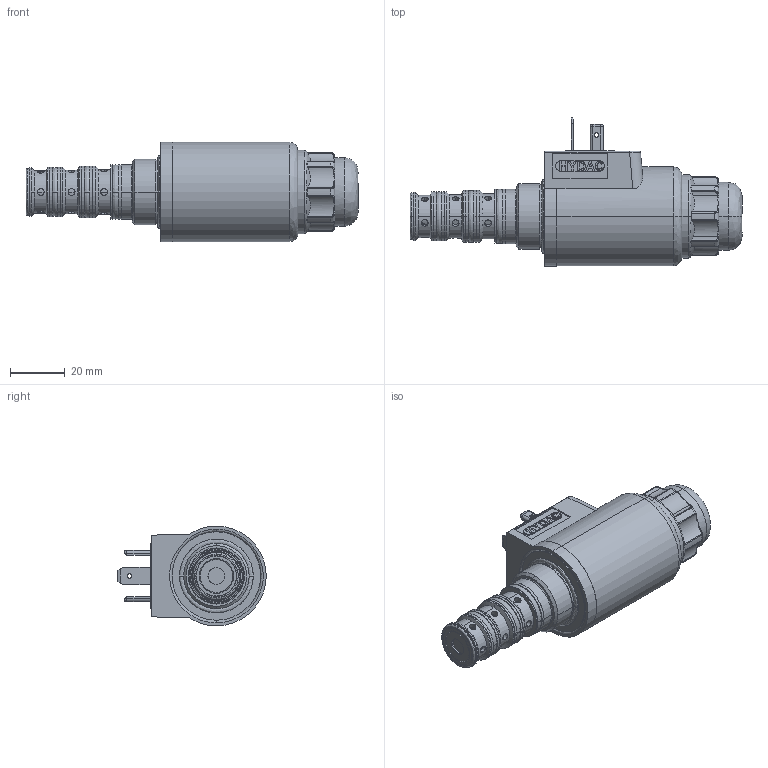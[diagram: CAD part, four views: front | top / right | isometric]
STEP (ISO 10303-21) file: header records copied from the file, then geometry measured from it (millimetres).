
FILE_DESCRIPTION (( 'STEP AP214' ), '1' );
FILE_NAME ('WS700-6M-E-3_2-D-24DG.STEP', '2020-02-19T08:33:36', ( '' ), ( '' ), 'SwSTEP 2.0', 'SolidWorks 2018', '' );
FILE_SCHEMA (( 'AUTOMOTIVE_DESIGN' ));
Length unit declared in the file: millimetre
Products named in the file (1): WS700-6M-E-3_2-D-24DG
Bounding box: 121.61 x 54.35 x 36.5 mm (x, y, z)
Volume: 84945.8 mm3; surface area: 23080.3 mm2
Topology: 9 solids, 12 shells, 1333 faces, 3596 edges, 2292 vertices
Faces by surface type: plane 714, cylinder 357, bspline 165, cone 97
Entity records: 58077 total; most frequent: CARTESIAN_POINT 15266, ORIENTED_EDGE 7152, DIRECTION 6326, EDGE_CURVE 3576, LINE 2294, VECTOR 2294, VERTEX_POINT 2292, AXIS2_PLACEMENT_3D 2016
